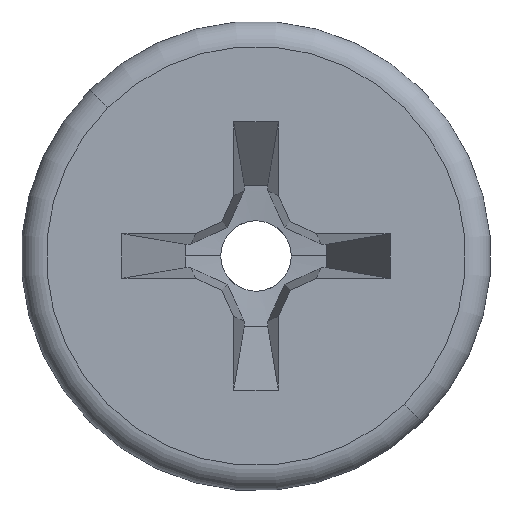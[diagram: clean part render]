
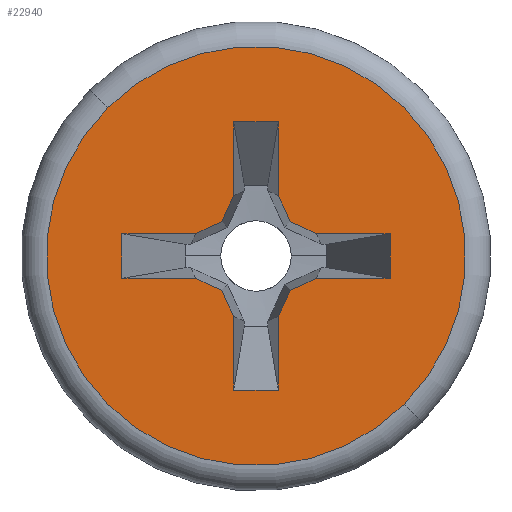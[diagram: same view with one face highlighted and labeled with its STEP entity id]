
A CAD part, left-side view. The second image highlights one B-rep face of the part: STEP entity #22940.
In plain terms, the highlighted planar face has unit normal (-1, 0, 0).
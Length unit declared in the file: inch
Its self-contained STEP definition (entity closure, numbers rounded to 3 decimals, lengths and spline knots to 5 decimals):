
#12103=CARTESIAN_POINT('',(0.,0.,0.));
#12104=DIRECTION('',(-1.,0.,0.));
#12105=DIRECTION('',(0.,1.,0.));
#12106=AXIS2_PLACEMENT_3D('',#12103,#12104,#12105);
#12108=CARTESIAN_POINT('',(0.,0.,0.));
#12109=DIRECTION('',(1.,0.,0.));
#12110=DIRECTION('',(0.,1.,0.));
#12111=AXIS2_PLACEMENT_3D('',#12108,#12109,#12110);
#12113=DIRECTION('',(0.,-0.707,-0.707));
#12114=VECTOR('',#12113,0.033);
#12115=CARTESIAN_POINT('',(0.,0.08167,-0.05834));
#12116=LINE('',#12115,#12114);
#12117=DIRECTION('',(0.,0.707,-0.707));
#12118=VECTOR('',#12117,0.0545);
#12119=CARTESIAN_POINT('',(0.,0.0198,-0.04313));
#12120=LINE('',#12119,#12118);
#12121=DIRECTION('',(0.,0.94,-0.342));
#12122=VECTOR('',#12121,0.02107);
#12123=CARTESIAN_POINT('',(0.,0.,-0.03593));
#12124=LINE('',#12123,#12122);
#12125=DIRECTION('',(0.,0.94,0.342));
#12126=VECTOR('',#12125,0.02107);
#12127=CARTESIAN_POINT('',(0.,-0.0198,-0.04313));
#12128=LINE('',#12127,#12126);
#12129=DIRECTION('',(0.,-0.707,-0.707));
#12130=VECTOR('',#12129,0.0545);
#12131=CARTESIAN_POINT('',(0.,-0.0198,-0.04313));
#12132=LINE('',#12131,#12130);
#12133=DIRECTION('',(0.,0.707,-0.707));
#12134=VECTOR('',#12133,0.033);
#12135=CARTESIAN_POINT('',(0.,-0.08167,-0.05834));
#12136=LINE('',#12135,#12134);
#12137=DIRECTION('',(0.,-0.707,-0.707));
#12138=VECTOR('',#12137,0.0545);
#12139=CARTESIAN_POINT('',(0.,-0.04313,-0.0198));
#12140=LINE('',#12139,#12138);
#12141=DIRECTION('',(0.,-0.342,-0.94));
#12142=VECTOR('',#12141,0.02107);
#12143=CARTESIAN_POINT('',(0.,-0.03593,0.));
#12144=LINE('',#12143,#12142);
#12145=DIRECTION('',(0.,0.342,-0.94));
#12146=VECTOR('',#12145,0.02107);
#12147=CARTESIAN_POINT('',(0.,-0.04313,0.0198));
#12148=LINE('',#12147,#12146);
#12149=DIRECTION('',(0.,0.707,-0.707));
#12150=VECTOR('',#12149,0.0545);
#12151=CARTESIAN_POINT('',(0.,-0.08167,0.05834));
#12152=LINE('',#12151,#12150);
#12153=DIRECTION('',(0.,-0.707,-0.707));
#12154=VECTOR('',#12153,0.033);
#12155=CARTESIAN_POINT('',(0.,-0.05834,0.08167));
#12156=LINE('',#12155,#12154);
#12157=DIRECTION('',(0.,0.707,-0.707));
#12158=VECTOR('',#12157,0.0545);
#12159=CARTESIAN_POINT('',(0.,-0.05834,0.08167));
#12160=LINE('',#12159,#12158);
#12161=DIRECTION('',(0.,-0.94,0.342));
#12162=VECTOR('',#12161,0.02107);
#12163=CARTESIAN_POINT('',(0.,0.,0.03593));
#12164=LINE('',#12163,#12162);
#12165=DIRECTION('',(0.,-0.94,-0.342));
#12166=VECTOR('',#12165,0.02107);
#12167=CARTESIAN_POINT('',(0.,0.0198,0.04313));
#12168=LINE('',#12167,#12166);
#12169=DIRECTION('',(0.,-0.707,-0.707));
#12170=VECTOR('',#12169,0.0545);
#12171=CARTESIAN_POINT('',(0.,0.05834,0.08167));
#12172=LINE('',#12171,#12170);
#12173=DIRECTION('',(0.,0.707,-0.707));
#12174=VECTOR('',#12173,0.033);
#12175=CARTESIAN_POINT('',(0.,0.05834,0.08167));
#12176=LINE('',#12175,#12174);
#12177=DIRECTION('',(0.,-0.707,-0.707));
#12178=VECTOR('',#12177,0.0545);
#12179=CARTESIAN_POINT('',(0.,0.08167,0.05834));
#12180=LINE('',#12179,#12178);
#12181=DIRECTION('',(0.,0.342,0.94));
#12182=VECTOR('',#12181,0.02107);
#12183=CARTESIAN_POINT('',(0.,0.03593,0.));
#12184=LINE('',#12183,#12182);
#12185=DIRECTION('',(0.,-0.342,0.94));
#12186=VECTOR('',#12185,0.02107);
#12187=CARTESIAN_POINT('',(0.,0.04313,-0.0198));
#12188=LINE('',#12187,#12186);
#12189=DIRECTION('',(0.,0.707,-0.707));
#12190=VECTOR('',#12189,0.0545);
#12191=CARTESIAN_POINT('',(0.,0.04313,-0.0198));
#12192=LINE('',#12191,#12190);
#12332=CARTESIAN_POINT('',(0.,0.08167,-0.05834));
#12333=CARTESIAN_POINT('',(0.,0.05834,-0.08167));
#12334=VERTEX_POINT('',#12332);
#12335=VERTEX_POINT('',#12333);
#12336=CARTESIAN_POINT('',(0.,0.04313,-0.0198));
#12337=VERTEX_POINT('',#12336);
#12338=CARTESIAN_POINT('',(0.,0.03593,0.));
#12339=VERTEX_POINT('',#12338);
#12340=CARTESIAN_POINT('',(0.,0.04313,0.0198));
#12341=VERTEX_POINT('',#12340);
#12342=CARTESIAN_POINT('',(0.,0.08167,0.05834));
#12343=VERTEX_POINT('',#12342);
#12344=CARTESIAN_POINT('',(0.,0.05834,0.08167));
#12345=VERTEX_POINT('',#12344);
#12346=CARTESIAN_POINT('',(0.,0.0198,0.04313));
#12347=VERTEX_POINT('',#12346);
#12348=CARTESIAN_POINT('',(0.,0.,0.03593));
#12349=VERTEX_POINT('',#12348);
#12350=CARTESIAN_POINT('',(0.,-0.0198,0.04313));
#12351=VERTEX_POINT('',#12350);
#12352=CARTESIAN_POINT('',(0.,-0.05834,0.08167));
#12353=VERTEX_POINT('',#12352);
#12354=CARTESIAN_POINT('',(0.,-0.08167,0.05834));
#12355=VERTEX_POINT('',#12354);
#12356=CARTESIAN_POINT('',(0.,-0.04313,0.0198));
#12357=VERTEX_POINT('',#12356);
#12358=CARTESIAN_POINT('',(0.,-0.03593,0.));
#12359=VERTEX_POINT('',#12358);
#12360=CARTESIAN_POINT('',(0.,-0.04313,-0.0198));
#12361=VERTEX_POINT('',#12360);
#12362=CARTESIAN_POINT('',(0.,-0.08167,-0.05834));
#12363=VERTEX_POINT('',#12362);
#12364=CARTESIAN_POINT('',(0.,-0.05834,-0.08167));
#12365=VERTEX_POINT('',#12364);
#12366=CARTESIAN_POINT('',(0.,-0.0198,-0.04313));
#12367=VERTEX_POINT('',#12366);
#12368=CARTESIAN_POINT('',(0.,0.,-0.03593));
#12369=VERTEX_POINT('',#12368);
#12370=CARTESIAN_POINT('',(0.,0.0198,-0.04313));
#12371=VERTEX_POINT('',#12370);
#12460=CARTESIAN_POINT('',(0.,0.1548,0.));
#12461=VERTEX_POINT('',#12460);
#12462=CARTESIAN_POINT('',(0.,-0.1548,0.));
#12463=VERTEX_POINT('',#12462);
#22907=CARTESIAN_POINT('',(0.,0.,0.));
#22908=DIRECTION('',(1.,0.,0.));
#22909=DIRECTION('',(0.,-1.,0.));
#22910=AXIS2_PLACEMENT_3D('',#22907,#22908,#22909);
#22911=PLANE('',#22910);
#22913=ORIENTED_EDGE('',*,*,#22912,.F.);
#22915=ORIENTED_EDGE('',*,*,#22914,.T.);
#22916=EDGE_LOOP('',(#22913,#22915));
#22917=FACE_OUTER_BOUND('',#22916,.F.);
#22918=ORIENTED_EDGE('',*,*,#22728,.T.);
#22919=ORIENTED_EDGE('',*,*,#22742,.F.);
#22920=ORIENTED_EDGE('',*,*,#22768,.F.);
#22921=ORIENTED_EDGE('',*,*,#22794,.F.);
#22922=ORIENTED_EDGE('',*,*,#22808,.T.);
#22923=ORIENTED_EDGE('',*,*,#22822,.F.);
#22924=ORIENTED_EDGE('',*,*,#22836,.F.);
#22925=ORIENTED_EDGE('',*,*,#22862,.F.);
#22926=ORIENTED_EDGE('',*,*,#22888,.F.);
#22927=ORIENTED_EDGE('',*,*,#22901,.F.);
#22928=ORIENTED_EDGE('',*,*,#22537,.F.);
#22929=ORIENTED_EDGE('',*,*,#22553,.T.);
#22930=ORIENTED_EDGE('',*,*,#22579,.F.);
#22931=ORIENTED_EDGE('',*,*,#22605,.F.);
#22932=ORIENTED_EDGE('',*,*,#22619,.F.);
#22933=ORIENTED_EDGE('',*,*,#22633,.T.);
#22934=ORIENTED_EDGE('',*,*,#22647,.T.);
#22935=ORIENTED_EDGE('',*,*,#22673,.F.);
#22936=ORIENTED_EDGE('',*,*,#22699,.F.);
#22937=ORIENTED_EDGE('',*,*,#22713,.T.);
#22938=EDGE_LOOP('',(#22918,#22919,#22920,#22921,#22922,#22923,#22924,#22925,
#22926,#22927,#22928,#22929,#22930,#22931,#22932,#22933,#22934,#22935,#22936,
#22937));
#22939=FACE_BOUND('',#22938,.F.);
#12107=CIRCLE('',#12106,0.1548);
#12112=CIRCLE('',#12111,0.1548);
#22537=EDGE_CURVE('',#12353,#12355,#12156,.T.);
#22553=EDGE_CURVE('',#12353,#12351,#12160,.T.);
#22579=EDGE_CURVE('',#12349,#12351,#12164,.T.);
#22605=EDGE_CURVE('',#12347,#12349,#12168,.T.);
#22619=EDGE_CURVE('',#12345,#12347,#12172,.T.);
#22633=EDGE_CURVE('',#12345,#12343,#12176,.T.);
#22647=EDGE_CURVE('',#12343,#12341,#12180,.T.);
#22673=EDGE_CURVE('',#12339,#12341,#12184,.T.);
#22699=EDGE_CURVE('',#12337,#12339,#12188,.T.);
#22713=EDGE_CURVE('',#12337,#12334,#12192,.T.);
#22728=EDGE_CURVE('',#12334,#12335,#12116,.T.);
#22742=EDGE_CURVE('',#12371,#12335,#12120,.T.);
#22768=EDGE_CURVE('',#12369,#12371,#12124,.T.);
#22794=EDGE_CURVE('',#12367,#12369,#12128,.T.);
#22808=EDGE_CURVE('',#12367,#12365,#12132,.T.);
#22822=EDGE_CURVE('',#12363,#12365,#12136,.T.);
#22836=EDGE_CURVE('',#12361,#12363,#12140,.T.);
#22862=EDGE_CURVE('',#12359,#12361,#12144,.T.);
#22888=EDGE_CURVE('',#12357,#12359,#12148,.T.);
#22901=EDGE_CURVE('',#12355,#12357,#12152,.T.);
#22912=EDGE_CURVE('',#12461,#12463,#12107,.T.);
#22914=EDGE_CURVE('',#12461,#12463,#12112,.T.);
#22940=ADVANCED_FACE('',(#22917,#22939),#22911,.F.);
